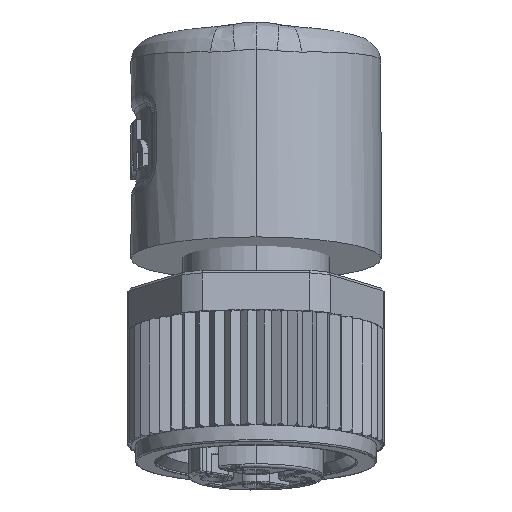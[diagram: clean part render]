
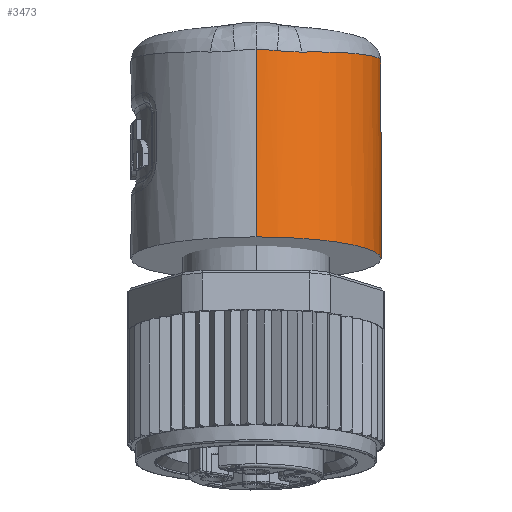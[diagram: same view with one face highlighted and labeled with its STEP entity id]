
A CAD part, front view. The second image highlights one B-rep face of the part: STEP entity #3473.
In plain terms, the highlighted cylindrical face has radius 7.5 mm (diameter 15 mm), a partial arc.
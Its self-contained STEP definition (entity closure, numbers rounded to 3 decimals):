
#3473=ADVANCED_FACE('',(#6965),#6966,.T.);
#6965=FACE_OUTER_BOUND('',#22539,.T.);
#6966=CYLINDRICAL_SURFACE('',#22540,7.5);
#22539=EDGE_LOOP('',(#33954,#33955,#33956,#33957,#33958,#33959,#33960,#33961,#33962,#33963,#33964));
#22540=AXIS2_PLACEMENT_3D('',#33965,#33966,#33967);
#33954=ORIENTED_EDGE('',*,*,#38107,.F.);
#33955=ORIENTED_EDGE('',*,*,#38111,.F.);
#33956=ORIENTED_EDGE('',*,*,#38248,.F.);
#33957=ORIENTED_EDGE('',*,*,#38249,.F.);
#33958=ORIENTED_EDGE('',*,*,#38250,.F.);
#33959=ORIENTED_EDGE('',*,*,#38113,.F.);
#33960=ORIENTED_EDGE('',*,*,#38103,.F.);
#33961=ORIENTED_EDGE('',*,*,#38251,.F.);
#33962=ORIENTED_EDGE('',*,*,#38158,.T.);
#33963=ORIENTED_EDGE('',*,*,#38252,.T.);
#33964=ORIENTED_EDGE('',*,*,#38100,.F.);
#33965=CARTESIAN_POINT('',(0.0,6.646,-7.682));
#33966=DIRECTION('',(0.0,-0.174,-0.985));
#33967=DIRECTION('',(0.0,-0.985,0.174));
#38100=EDGE_CURVE('',#43767,#43763,#43769,.T.);
#38103=EDGE_CURVE('',#43771,#43773,#43774,.T.);
#38107=EDGE_CURVE('',#43777,#43767,#43779,.T.);
#38111=EDGE_CURVE('',#43783,#43777,#43785,.T.);
#38113=EDGE_CURVE('',#43773,#43787,#43788,.T.);
#38158=EDGE_CURVE('',#43848,#43847,#43850,.T.);
#38248=EDGE_CURVE('',#43976,#43783,#43977,.T.);
#38249=EDGE_CURVE('',#43978,#43976,#43979,.T.);
#38250=EDGE_CURVE('',#43787,#43978,#43980,.T.);
#38251=EDGE_CURVE('',#43848,#43771,#43981,.T.);
#38252=EDGE_CURVE('',#43847,#43763,#43982,.T.);
#43763=VERTEX_POINT('',#55267);
#43767=VERTEX_POINT('',#55295);
#43769=B_SPLINE_CURVE_WITH_KNOTS('',3,(#55301,#55302,#55303,#55304,#55305,#55306,#55307,#55308,#55309,#55310,#55311,#55312,#55313,#55314,#55315,#55316,#55317,#55318,#55319,#55320,#55321,#55322),.UNSPECIFIED.,.F.,.F.,(4,1,1,1,1,1,1,1,1,1,1,1,1,1,1,1,1,1,1,4),(0.0,0.053,0.105,0.158,0.211,0.263,0.316,0.368,0.421,0.474,0.526,0.579,0.632,0.684,0.737,0.789,0.842,0.895,0.947,1.0),.UNSPECIFIED.);
#43771=VERTEX_POINT('',#55324);
#43773=VERTEX_POINT('',#55332);
#43774=B_SPLINE_CURVE_WITH_KNOTS('',3,(#55333,#55334,#55335,#55336,#55337,#55338,#55339,#55340),.UNSPECIFIED.,.F.,.F.,(4,1,1,1,1,4),(0.0,0.203,0.406,0.606,0.804,1.0),.UNSPECIFIED.);
#43777=VERTEX_POINT('',#55349);
#43779=B_SPLINE_CURVE_WITH_KNOTS('',3,(#55354,#55355,#55356,#55357,#55358,#55359),.UNSPECIFIED.,.F.,.F.,(4,1,1,4),(0.0,0.333,0.667,1.0),.UNSPECIFIED.);
#43783=VERTEX_POINT('',#55368);
#43785=B_SPLINE_CURVE_WITH_KNOTS('',3,(#55373,#55374,#55375,#55376,#55377,#55378),.UNSPECIFIED.,.F.,.F.,(4,1,1,4),(0.0,0.333,0.667,1.0),.UNSPECIFIED.);
#43787=VERTEX_POINT('',#55380);
#43788=B_SPLINE_CURVE_WITH_KNOTS('',3,(#55381,#55382,#55383,#55384,#55385,#55386),.UNSPECIFIED.,.F.,.F.,(4,1,1,4),(0.0,0.333,0.667,1.0),.UNSPECIFIED.);
#43847=VERTEX_POINT('',#55575);
#43848=VERTEX_POINT('',#55576);
#43850=CIRCLE('',#55578,7.5);
#43976=VERTEX_POINT('',#56289);
#43977=B_SPLINE_CURVE_WITH_KNOTS('',3,(#56290,#56291,#56292,#56293,#56294,#56295),.UNSPECIFIED.,.F.,.F.,(4,1,1,4),(0.0,0.333,0.667,1.0),.UNSPECIFIED.);
#43978=VERTEX_POINT('',#56296);
#43979=B_SPLINE_CURVE_WITH_KNOTS('',3,(#56297,#56298,#56299,#56300,#56301,#56302),.UNSPECIFIED.,.F.,.F.,(4,1,1,4),(0.0,0.333,0.667,1.0),.UNSPECIFIED.);
#43980=B_SPLINE_CURVE_WITH_KNOTS('',3,(#56303,#56304,#56305,#56306,#56307,#56308,#56309,#56310,#56311,#56312,#56313,#56314,#56315,#56316,#56317),.UNSPECIFIED.,.F.,.F.,(4,1,1,1,1,1,1,1,1,1,1,1,4),(0.0,0.083,0.167,0.25,0.333,0.417,0.5,0.583,0.667,0.75,0.833,0.917,1.0),.UNSPECIFIED.);
#43981=LINE('',#56318,#56319);
#43982=LINE('',#56320,#56321);
#55267=CARTESIAN_POINT('',(0.,14.348,-7.187));
#55295=CARTESIAN_POINT('',(6.536,11.568,-0.949));
#55301=CARTESIAN_POINT('',(6.536,11.568,-0.949));
#55302=CARTESIAN_POINT('',(6.52,11.574,-1.077));
#55303=CARTESIAN_POINT('',(6.481,11.598,-1.342));
#55304=CARTESIAN_POINT('',(6.394,11.67,-1.769));
#55305=CARTESIAN_POINT('',(6.273,11.784,-2.227));
#55306=CARTESIAN_POINT('',(6.109,11.942,-2.719));
#55307=CARTESIAN_POINT('',(5.893,12.145,-3.24));
#55308=CARTESIAN_POINT('',(5.622,12.382,-3.772));
#55309=CARTESIAN_POINT('',(5.296,12.642,-4.298));
#55310=CARTESIAN_POINT('',(4.928,12.904,-4.791));
#55311=CARTESIAN_POINT('',(4.528,13.155,-5.239));
#55312=CARTESIAN_POINT('',(4.105,13.387,-5.637));
#55313=CARTESIAN_POINT('',(3.667,13.595,-5.984));
#55314=CARTESIAN_POINT('',(3.219,13.777,-6.282));
#55315=CARTESIAN_POINT('',(2.764,13.934,-6.534));
#55316=CARTESIAN_POINT('',(2.305,14.064,-6.741));
#55317=CARTESIAN_POINT('',(1.844,14.169,-6.907));
#55318=CARTESIAN_POINT('',(1.381,14.25,-7.034));
#55319=CARTESIAN_POINT('',(0.918,14.307,-7.123));
#55320=CARTESIAN_POINT('',(0.457,14.341,-7.175));
#55321=CARTESIAN_POINT('',(0.152,14.348,-7.187));
#55322=CARTESIAN_POINT('',(0.,14.348,-7.187));
#55324=CARTESIAN_POINT('',(0.,1.239,4.847));
#55332=CARTESIAN_POINT('',(1.266,1.337,4.784));
#55333=CARTESIAN_POINT('',(0.,1.239,4.847));
#55334=CARTESIAN_POINT('',(0.086,1.239,4.847));
#55335=CARTESIAN_POINT('',(0.259,1.242,4.846));
#55336=CARTESIAN_POINT('',(0.516,1.254,4.839));
#55337=CARTESIAN_POINT('',(0.769,1.274,4.828));
#55338=CARTESIAN_POINT('',(1.019,1.302,4.81));
#55339=CARTESIAN_POINT('',(1.184,1.325,4.794));
#55340=CARTESIAN_POINT('',(1.266,1.337,4.784));
#55349=CARTESIAN_POINT('',(6.569,11.604,-0.401));
#55354=CARTESIAN_POINT('',(6.569,11.604,-0.401));
#55355=CARTESIAN_POINT('',(6.569,11.594,-0.458));
#55356=CARTESIAN_POINT('',(6.568,11.576,-0.576));
#55357=CARTESIAN_POINT('',(6.557,11.563,-0.758));
#55358=CARTESIAN_POINT('',(6.544,11.565,-0.885));
#55359=CARTESIAN_POINT('',(6.536,11.568,-0.949));
#55368=CARTESIAN_POINT('',(6.561,11.795,0.599));
#55373=CARTESIAN_POINT('',(6.561,11.795,0.599));
#55374=CARTESIAN_POINT('',(6.562,11.774,0.488));
#55375=CARTESIAN_POINT('',(6.564,11.732,0.266));
#55376=CARTESIAN_POINT('',(6.567,11.667,-0.067));
#55377=CARTESIAN_POINT('',(6.568,11.625,-0.29));
#55378=CARTESIAN_POINT('',(6.569,11.604,-0.401));
#55380=CARTESIAN_POINT('',(2.72,1.732,4.701));
#55381=CARTESIAN_POINT('',(1.266,1.337,4.784));
#55382=CARTESIAN_POINT('',(1.44,1.364,4.765));
#55383=CARTESIAN_POINT('',(1.781,1.43,4.731));
#55384=CARTESIAN_POINT('',(2.267,1.564,4.702));
#55385=CARTESIAN_POINT('',(2.572,1.673,4.699));
#55386=CARTESIAN_POINT('',(2.72,1.732,4.701));
#55575=CARTESIAN_POINT('',(0.,14.032,-8.984));
#55576=CARTESIAN_POINT('',(0.0,-0.741,-6.379));
#55578=AXIS2_PLACEMENT_3D('',#62256,#62257,#62258);
#56289=CARTESIAN_POINT('',(6.507,12.012,1.274));
#56290=CARTESIAN_POINT('',(6.507,12.012,1.274));
#56291=CARTESIAN_POINT('',(6.519,11.977,1.194));
#56292=CARTESIAN_POINT('',(6.539,11.913,1.038));
#56293=CARTESIAN_POINT('',(6.556,11.841,0.812));
#56294=CARTESIAN_POINT('',(6.561,11.808,0.669));
#56295=CARTESIAN_POINT('',(6.561,11.795,0.599));
#56296=CARTESIAN_POINT('',(5.818,13.425,3.511));
#56297=CARTESIAN_POINT('',(5.818,13.425,3.511));
#56298=CARTESIAN_POINT('',(5.945,13.22,3.248));
#56299=CARTESIAN_POINT('',(6.158,12.838,2.731));
#56300=CARTESIAN_POINT('',(6.378,12.363,1.986));
#56301=CARTESIAN_POINT('',(6.471,12.117,1.509));
#56302=CARTESIAN_POINT('',(6.507,12.012,1.274));
#56303=CARTESIAN_POINT('',(2.72,1.732,4.701));
#56304=CARTESIAN_POINT('',(3.086,1.877,4.707));
#56305=CARTESIAN_POINT('',(3.796,2.226,4.71));
#56306=CARTESIAN_POINT('',(4.763,2.904,4.689));
#56307=CARTESIAN_POINT('',(5.613,3.722,4.644));
#56308=CARTESIAN_POINT('',(6.321,4.651,4.577));
#56309=CARTESIAN_POINT('',(6.89,5.702,4.488));
#56310=CARTESIAN_POINT('',(7.282,6.819,4.381));
#56311=CARTESIAN_POINT('',(7.492,7.984,4.257));
#56312=CARTESIAN_POINT('',(7.52,9.138,4.124));
#56313=CARTESIAN_POINT('',(7.361,10.32,3.976));
#56314=CARTESIAN_POINT('',(7.019,11.445,3.823));
#56315=CARTESIAN_POINT('',(6.508,12.494,3.667));
#56316=CARTESIAN_POINT('',(6.063,13.128,3.563));
#56317=CARTESIAN_POINT('',(5.818,13.425,3.511));
#56318=CARTESIAN_POINT('',(0.0,-0.741,-6.379));
#56319=VECTOR('',#62278,11.4);
#56320=CARTESIAN_POINT('',(0.,14.032,-8.984));
#56321=VECTOR('',#62279,1.825);
#62256=CARTESIAN_POINT('',(0.0,6.646,-7.682));
#62257=DIRECTION('',(0.0,0.174,0.985));
#62258=DIRECTION('',(0.0,-0.985,0.174));
#62278=DIRECTION('',(0.,0.174,0.985));
#62279=DIRECTION('',(0.,0.174,0.985));
